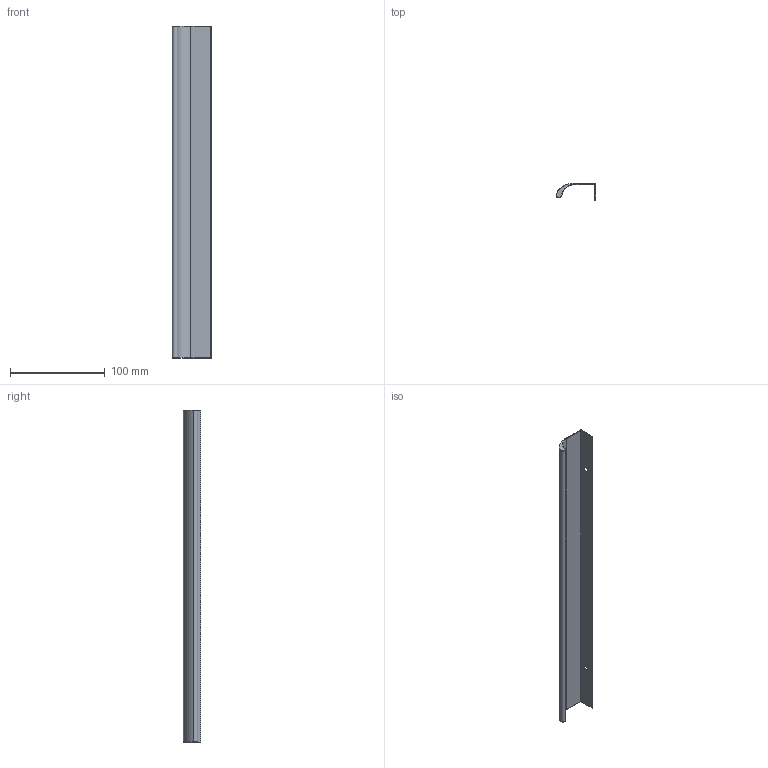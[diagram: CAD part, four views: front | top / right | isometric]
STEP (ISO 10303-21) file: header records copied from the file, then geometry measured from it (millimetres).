
FILE_DESCRIPTION(/* description */ (''),/* implementation_level */ '2;1');
FILE_NAME(/* name */ '0372_256_00.stp',/* time_stamp */ '2023-01-02T11:42:34+01:00',/* author */ ('jferrer'),/* organization */ (''),/* preprocessor_version */ 'ST-DEVELOPER v18.1',/* originating_system */ 'Autodesk Inventor 2022',/* authorisation */ '');
FILE_SCHEMA (('CONFIG_CONTROL_DESIGN'));
Length unit declared in the file: millimetre
Products named in the file (1): 0372_256_00
Bounding box: 42 x 18 x 350 mm (x, y, z)
Volume: 39882.9 mm3; surface area: 46549.3 mm2
Topology: 1 solids, 1 shells, 23 faces, 55 edges, 34 vertices
Faces by surface type: cylinder 7, torus 6, bspline 5, plane 5
Full cylindrical faces by diameter (mm): 5.2 x2
Entity records: 14303 total; most frequent: CARTESIAN_POINT 13737, ORIENTED_EDGE 110, DIRECTION 105, EDGE_CURVE 55, AXIS2_PLACEMENT_3D 43, VERTEX_POINT 34, EDGE_LOOP 27, CIRCLE 24
